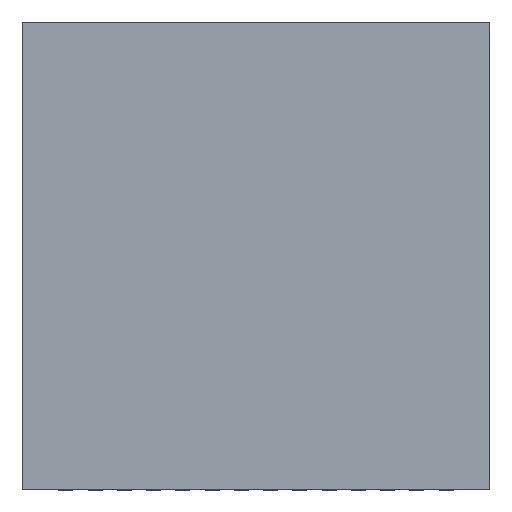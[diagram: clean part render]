
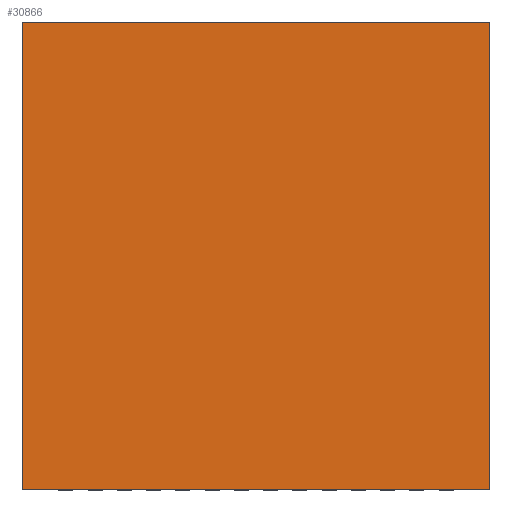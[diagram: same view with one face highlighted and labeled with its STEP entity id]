
A CAD part, top view. The second image highlights one B-rep face of the part: STEP entity #30866.
In plain terms, the highlighted face is planar.
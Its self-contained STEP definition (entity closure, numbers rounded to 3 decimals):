
#23593=DIRECTION('',(0.,0.,1.));
#23594=VECTOR('',#23593,8.);
#23595=CARTESIAN_POINT('',(-4.,0.975,-4.));
#23596=LINE('',#23595,#23594);
#23600=DIRECTION('',(-1.,0.,0.));
#23601=VECTOR('',#23600,8.);
#23602=CARTESIAN_POINT('',(4.,0.975,-4.));
#23603=LINE('',#23602,#23601);
#23607=DIRECTION('',(0.,0.,-1.));
#23608=VECTOR('',#23607,8.);
#23609=CARTESIAN_POINT('',(4.,0.975,4.));
#23610=LINE('',#23609,#23608);
#23614=DIRECTION('',(1.,0.,0.));
#23615=VECTOR('',#23614,8.);
#23616=CARTESIAN_POINT('',(-4.,0.975,4.));
#23617=LINE('',#23616,#23615);
#25661=CARTESIAN_POINT('',(-4.,0.975,-4.));
#25662=CARTESIAN_POINT('',(-4.,0.975,4.));
#25663=VERTEX_POINT('',#25661);
#25664=VERTEX_POINT('',#25662);
#25665=CARTESIAN_POINT('',(4.,0.975,4.));
#25666=VERTEX_POINT('',#25665);
#25667=CARTESIAN_POINT('',(4.,0.975,-4.));
#25668=VERTEX_POINT('',#25667);
#30855=CARTESIAN_POINT('',(0.,0.975,0.));
#30856=DIRECTION('',(0.,1.,0.));
#30857=DIRECTION('',(1.,0.,0.));
#30858=AXIS2_PLACEMENT_3D('',#30855,#30856,#30857);
#30859=PLANE('',#30858);
#30860=ORIENTED_EDGE('',*,*,#27919,.F.);
#30861=ORIENTED_EDGE('',*,*,#28158,.F.);
#30862=ORIENTED_EDGE('',*,*,#29450,.F.);
#30863=ORIENTED_EDGE('',*,*,#30650,.F.);
#30864=EDGE_LOOP('',(#30860,#30861,#30862,#30863));
#30865=FACE_OUTER_BOUND('',#30864,.F.);
#27919=EDGE_CURVE('',#25663,#25664,#23596,.T.);
#28158=EDGE_CURVE('',#25668,#25663,#23603,.T.);
#29450=EDGE_CURVE('',#25666,#25668,#23610,.T.);
#30650=EDGE_CURVE('',#25664,#25666,#23617,.T.);
#30866=ADVANCED_FACE('',(#30865),#30859,.T.);
